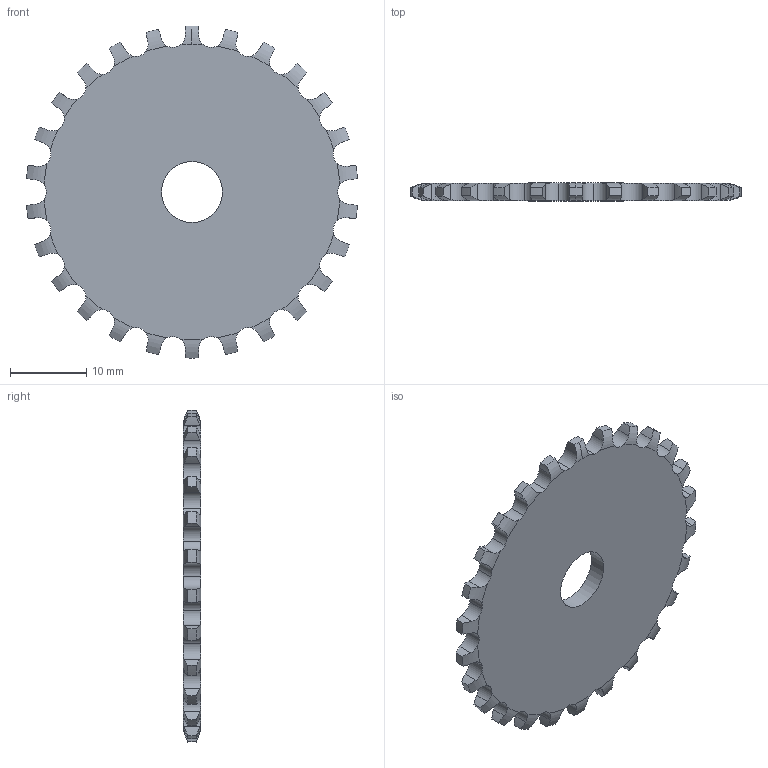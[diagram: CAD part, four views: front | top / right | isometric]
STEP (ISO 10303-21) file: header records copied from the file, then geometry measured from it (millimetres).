
FILE_DESCRIPTION(('FreeCAD Model'),'2;1');
FILE_NAME('Open CASCADE Shape Model','2021-12-27T16:26:39',('FreeCAD'),( 'FreeCAD'),'Open CASCADE STEP processor 7.4','FreeCAD','Unknown');
FILE_SCHEMA(('AUTOMOTIVE_DESIGN { 1 0 10303 214 1 1 1 1 }'));
Length unit declared in the file: millimetre
Products named in the file (1): Open CASCADE STEP translator 7.4 105
Bounding box: 43.45 x 2.3 x 43.6 mm (x, y, z)
Volume: 2824.6 mm3; surface area: 2979.6 mm2
Topology: 1 solids, 1 shells, 187 faces, 607 edges, 422 vertices
Faces by surface type: cylinder 131, revolution 54, plane 2
Full cylindrical faces by diameter (mm): 8 x1
Entity records: 22171 total; most frequent: CARTESIAN_POINT 11239, DIRECTION 1788, ORIENTED_EDGE 1214, PCURVE 1214, DEFINITIONAL_REPRESENTATION 1214, LINE 717, VECTOR 717, B_SPLINE_CURVE_WITH_KNOTS 624
